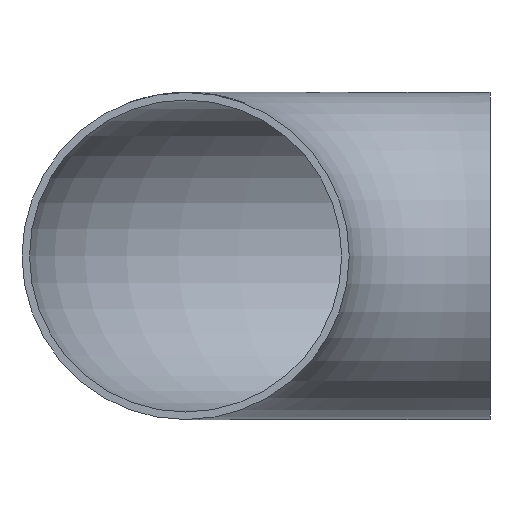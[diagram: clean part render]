
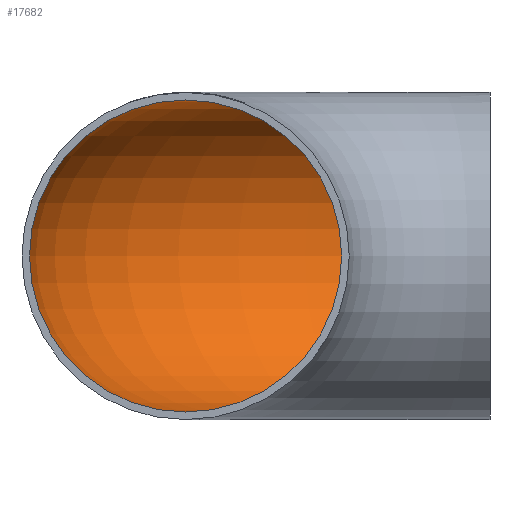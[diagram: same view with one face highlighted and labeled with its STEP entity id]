
A CAD part, front view. The second image highlights one B-rep face of the part: STEP entity #17682.
In plain terms, the highlighted toroidal (fillet/blend) face has major radius 254 mm and minor radius 130.2 mm.
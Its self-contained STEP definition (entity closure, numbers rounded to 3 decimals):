
#937 = ORIENTED_EDGE ( 'NONE', *, *, #19878, .T. ) ;
#3696 = CARTESIAN_POINT ( 'NONE',  ( 0., 254., 0. ) ) ;
#3849 = EDGE_CURVE ( 'NONE', #31046, #31046, #31216, .T. ) ;
#4536 = CIRCLE ( 'NONE', #25239, 130.2 ) ;
#4840 = DIRECTION ( 'NONE',  ( 0., 0., -1. ) ) ;
#5739 = EDGE_LOOP ( 'NONE', ( #937 ) ) ;
#6960 = EDGE_LOOP ( 'NONE', ( #7654 ) ) ;
#7654 = ORIENTED_EDGE ( 'NONE', *, *, #3849, .F. ) ;
#9839 = FACE_OUTER_BOUND ( 'NONE', #5739, .T. ) ;
#11272 = VERTEX_POINT ( 'NONE', #20677 ) ;
#17682 = ADVANCED_FACE ( 'NONE', ( #9839, #24625 ), #20550, .F. ) ;
#18593 = DIRECTION ( 'NONE',  ( 1., 0., 0. ) ) ;
#19041 = AXIS2_PLACEMENT_3D ( 'NONE', #32059, #4840, #19420 ) ;
#19331 = DIRECTION ( 'NONE',  ( 0., 1., 0. ) ) ;
#19420 = DIRECTION ( 'NONE',  ( -1., 0., 0. ) ) ;
#19878 = EDGE_CURVE ( 'NONE', #11272, #11272, #4536, .T. ) ;
#20550 = TOROIDAL_SURFACE ( 'NONE', #19041, 254., 130.2 ) ;
#20677 = CARTESIAN_POINT ( 'NONE',  ( 0., 384.2, 0. ) ) ;
#23968 = DIRECTION ( 'NONE',  ( 0., 1., 0. ) ) ;
#24069 = CARTESIAN_POINT ( 'NONE',  ( -254., 0., 0. ) ) ;
#24625 = FACE_OUTER_BOUND ( 'NONE', #6960, .T. ) ;
#25239 = AXIS2_PLACEMENT_3D ( 'NONE', #3696, #18593, #23968 ) ;
#25876 = CARTESIAN_POINT ( 'NONE',  ( -254., 0., 130.2 ) ) ;
#26067 = AXIS2_PLACEMENT_3D ( 'NONE', #24069, #19331, #26784 ) ;
#26784 = DIRECTION ( 'NONE',  ( 0., 0., 1. ) ) ;
#31046 = VERTEX_POINT ( 'NONE', #25876 ) ;
#31216 = CIRCLE ( 'NONE', #26067, 130.2 ) ;
#32059 = CARTESIAN_POINT ( 'NONE',  ( 0., 0., 0. ) ) ;
